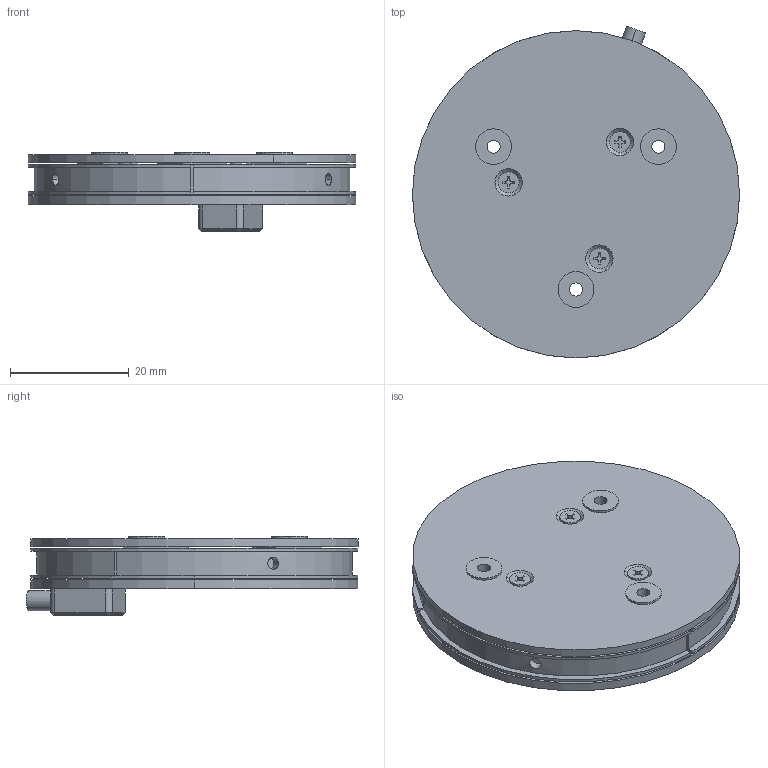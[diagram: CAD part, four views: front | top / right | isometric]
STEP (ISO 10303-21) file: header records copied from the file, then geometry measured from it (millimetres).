
FILE_DESCRIPTION (( 'STEP AP203' ), '1' );
FILE_NAME ('H01.6-B3蚾饜极23.07.04.STEP', '2023-07-04T07:05:09', ( 'Windows User' ), ( 'P R C' ), 'SwSTEP 2.0', 'SolidWorks 2016', '' );
FILE_SCHEMA (( 'CONFIG_CONTROL_DESIGN' ));
Length unit declared in the file: millimetre
Products named in the file (8): hexagon socket set screws with cup point gb_GB_SOCKET_SET_TYPE4 M2.5X4-N; cross recessed countersunk head screws gb2_GB_CROSS_SCREWS_TYPE10 M2X5-3.8-H1-N; H01儂凳C(H01-01R2); H01奻裔C-1(H01-02R2-1); H01狟裔C(H01-03R2); φ1.2硬质合金球; H01.6-B3蚾饜极23.07.04; 堤盄諳(N01-07R1)
Assembly tree (16 placements, depth 2):
  H01.6-B3蚾饜极23.07.04
    H01儂凳C(H01-01R2)
    H01狟裔C(H01-03R2)
    cross recessed countersunk head screws gb2_GB_CROSS_SCREWS_TYPE10 M2X5-3.8-H1-N  x6
    φ1.2硬质合金球  x3
    hexagon socket set screws with cup point gb_GB_SOCKET_SET_TYPE4 M2.5X4-N  x3
    H01奻裔C-1(H01-02R2-1)
    堤盄諳(N01-07R1)
Bounding box: 55 x 55.8 x 13.3 mm (x, y, z)
Volume: 18199 mm3; surface area: 17160.5 mm2
Topology: 16 solids, 16 shells, 418 faces, 1030 edges, 653 vertices
Faces by surface type: plane 203, cylinder 149, cone 60, sphere 6
Entity records: 8466 total; most frequent: CARTESIAN_POINT 1457, DIRECTION 1314, ORIENTED_EDGE 1162, EDGE_CURVE 581, AXIS2_PLACEMENT_3D 489, VERTEX_POINT 376, LINE 336, VECTOR 336
